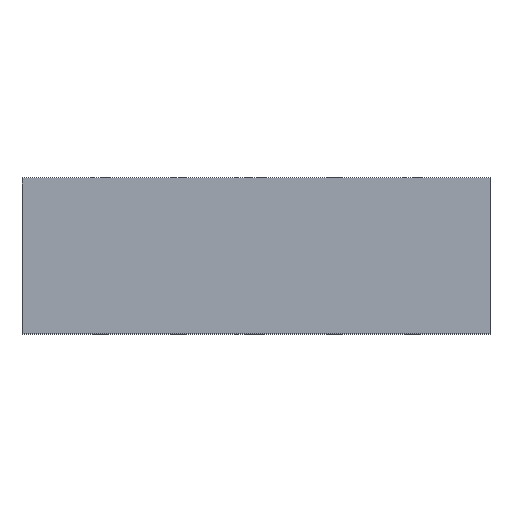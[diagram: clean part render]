
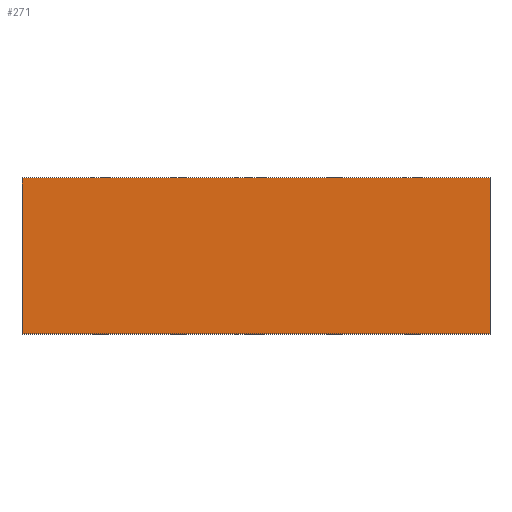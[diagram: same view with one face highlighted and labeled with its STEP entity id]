
A CAD part, top view. The second image highlights one B-rep face of the part: STEP entity #271.
In plain terms, the highlighted planar face has unit normal (0, 0, 1).
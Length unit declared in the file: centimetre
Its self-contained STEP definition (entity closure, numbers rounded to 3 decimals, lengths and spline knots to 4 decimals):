
#21=LINE('',#443,#33);
#22=LINE('',#446,#34);
#23=LINE('',#448,#35);
#24=LINE('',#449,#36);
#33=VECTOR('',#372,1.);
#34=VECTOR('',#375,1.);
#35=VECTOR('',#376,1.);
#36=VECTOR('',#377,1.);
#46=PLANE('',#306);
#84=FACE_OUTER_BOUND('',#112,.T.);
#112=EDGE_LOOP('',(#221,#222,#223,#224));
#160=VERTEX_POINT('',#437);
#162=VERTEX_POINT('',#441);
#163=VERTEX_POINT('',#445);
#164=VERTEX_POINT('',#447);
#186=EDGE_CURVE('',#160,#162,#21,.T.);
#187=EDGE_CURVE('',#163,#160,#22,.T.);
#188=EDGE_CURVE('',#164,#162,#23,.T.);
#189=EDGE_CURVE('',#163,#164,#24,.T.);
#221=ORIENTED_EDGE('',*,*,#187,.T.);
#222=ORIENTED_EDGE('',*,*,#186,.T.);
#223=ORIENTED_EDGE('',*,*,#188,.F.);
#224=ORIENTED_EDGE('',*,*,#189,.F.);
#271=ADVANCED_FACE('',(#84),#46,.T.);
#306=AXIS2_PLACEMENT_3D('',#444,#373,#374);
#372=DIRECTION('',(0.,1.,0.));
#373=DIRECTION('center_axis',(0.,0.,1.));
#374=DIRECTION('ref_axis',(1.,0.,0.));
#375=DIRECTION('',(1.,0.,0.));
#376=DIRECTION('',(1.,0.,0.));
#377=DIRECTION('',(0.,1.,0.));
#437=CARTESIAN_POINT('',(7.62,0.,0.));
#441=CARTESIAN_POINT('',(7.62,2.54,0.));
#443=CARTESIAN_POINT('',(7.62,0.,0.));
#444=CARTESIAN_POINT('Origin',(0.,0.,0.));
#445=CARTESIAN_POINT('',(0.,0.,0.));
#446=CARTESIAN_POINT('',(0.,0.,0.));
#447=CARTESIAN_POINT('',(0.,2.54,0.));
#448=CARTESIAN_POINT('',(0.,2.54,0.));
#449=CARTESIAN_POINT('',(0.,0.,0.));
